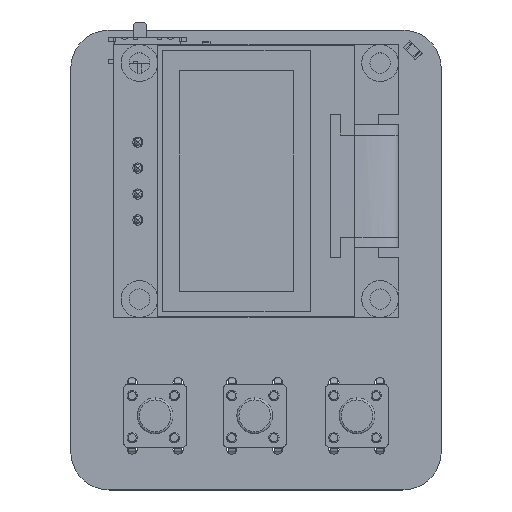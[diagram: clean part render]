
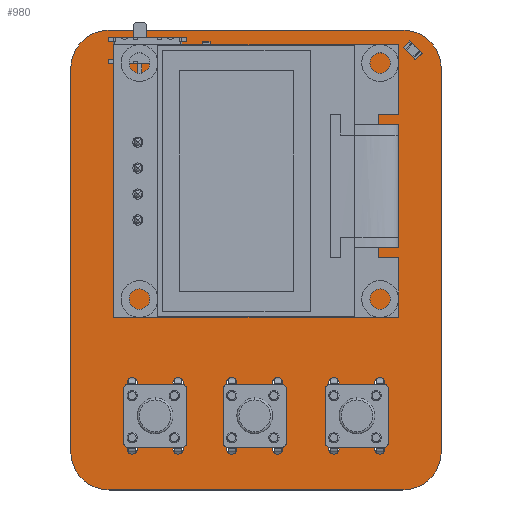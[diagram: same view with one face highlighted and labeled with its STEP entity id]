
A CAD part, top view. The second image highlights one B-rep face of the part: STEP entity #980.
In plain terms, the highlighted planar face has unit normal (0, 0, 1).
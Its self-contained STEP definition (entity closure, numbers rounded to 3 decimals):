
#67 = VERTEX_POINT('',#68);
#68 = CARTESIAN_POINT('',(3.75,0.,0.));
#74 = EDGE_CURVE('',#67,#75,#77,.T.);
#75 = VERTEX_POINT('',#76);
#76 = CARTESIAN_POINT('',(0.,3.75,0.));
#77 = CIRCLE('',#78,3.749);
#78 = AXIS2_PLACEMENT_3D('',#79,#80,#81);
#79 = CARTESIAN_POINT('',(3.749,3.749,0.));
#80 = DIRECTION('',(0.,0.,-1.));
#81 = DIRECTION('',(0.,-1.,0.));
#107 = EDGE_CURVE('',#75,#108,#110,.T.);
#108 = VERTEX_POINT('',#109);
#109 = CARTESIAN_POINT('',(0.,41.25,0.));
#110 = LINE('',#111,#112);
#111 = CARTESIAN_POINT('',(0.,3.75,0.));
#112 = VECTOR('',#113,1.);
#113 = DIRECTION('',(0.,1.,0.));
#138 = EDGE_CURVE('',#108,#139,#141,.T.);
#139 = VERTEX_POINT('',#140);
#140 = CARTESIAN_POINT('',(3.75,45.,0.));
#141 = CIRCLE('',#142,3.749);
#142 = AXIS2_PLACEMENT_3D('',#143,#144,#145);
#143 = CARTESIAN_POINT('',(3.749,41.251,0.));
#144 = DIRECTION('',(0.,0.,-1.));
#145 = DIRECTION('',(-1.,0.,0.));
#171 = EDGE_CURVE('',#139,#172,#174,.T.);
#172 = VERTEX_POINT('',#173);
#173 = CARTESIAN_POINT('',(32.5,45.,0.));
#174 = LINE('',#175,#176);
#175 = CARTESIAN_POINT('',(3.75,45.,0.));
#176 = VECTOR('',#177,1.);
#177 = DIRECTION('',(1.,0.,0.));
#202 = EDGE_CURVE('',#172,#203,#205,.T.);
#203 = VERTEX_POINT('',#204);
#204 = CARTESIAN_POINT('',(36.25,41.25,0.));
#205 = CIRCLE('',#206,3.749);
#206 = AXIS2_PLACEMENT_3D('',#207,#208,#209);
#207 = CARTESIAN_POINT('',(32.501,41.251,0.));
#208 = DIRECTION('',(0.,0.,-1.));
#209 = DIRECTION('',(0.,1.,0.));
#235 = EDGE_CURVE('',#203,#236,#238,.T.);
#236 = VERTEX_POINT('',#237);
#237 = CARTESIAN_POINT('',(36.25,3.75,0.));
#238 = LINE('',#239,#240);
#239 = CARTESIAN_POINT('',(36.25,41.25,0.));
#240 = VECTOR('',#241,1.);
#241 = DIRECTION('',(0.,-1.,0.));
#266 = EDGE_CURVE('',#236,#267,#269,.T.);
#267 = VERTEX_POINT('',#268);
#268 = CARTESIAN_POINT('',(32.5,0.,0.));
#269 = CIRCLE('',#270,3.749);
#270 = AXIS2_PLACEMENT_3D('',#271,#272,#273);
#271 = CARTESIAN_POINT('',(32.501,3.749,0.));
#272 = DIRECTION('',(0.,0.,-1.));
#273 = DIRECTION('',(1.,0.,0.));
#299 = EDGE_CURVE('',#267,#67,#300,.T.);
#300 = LINE('',#301,#302);
#301 = CARTESIAN_POINT('',(32.5,0.,0.));
#302 = VECTOR('',#303,1.);
#303 = DIRECTION('',(-1.,0.,0.));
#323 = VERTEX_POINT('',#324);
#324 = CARTESIAN_POINT('',(6.5,4.,0.));
#330 = EDGE_CURVE('',#323,#323,#331,.T.);
#331 = CIRCLE('',#332,0.5);
#332 = AXIS2_PLACEMENT_3D('',#333,#334,#335);
#333 = CARTESIAN_POINT('',(6.,4.,0.));
#334 = DIRECTION('',(0.,0.,1.));
#335 = DIRECTION('',(1.,0.,0.));
#356 = VERTEX_POINT('',#357);
#357 = CARTESIAN_POINT('',(6.5,10.5,0.));
#363 = EDGE_CURVE('',#356,#356,#364,.T.);
#364 = CIRCLE('',#365,0.5);
#365 = AXIS2_PLACEMENT_3D('',#366,#367,#368);
#366 = CARTESIAN_POINT('',(6.,10.5,0.));
#367 = DIRECTION('',(0.,0.,1.));
#368 = DIRECTION('',(1.,0.,0.));
#389 = VERTEX_POINT('',#390);
#390 = CARTESIAN_POINT('',(11.,10.5,0.));
#396 = EDGE_CURVE('',#389,#389,#397,.T.);
#397 = CIRCLE('',#398,0.5);
#398 = AXIS2_PLACEMENT_3D('',#399,#400,#401);
#399 = CARTESIAN_POINT('',(10.5,10.5,0.));
#400 = DIRECTION('',(0.,0.,1.));
#401 = DIRECTION('',(1.,0.,0.));
#422 = VERTEX_POINT('',#423);
#423 = CARTESIAN_POINT('',(7.059,26.42,0.));
#429 = EDGE_CURVE('',#422,#422,#430,.T.);
#430 = CIRCLE('',#431,0.559);
#431 = AXIS2_PLACEMENT_3D('',#432,#433,#434);
#432 = CARTESIAN_POINT('',(6.5,26.42,0.));
#433 = DIRECTION('',(0.,0.,1.));
#434 = DIRECTION('',(1.,0.,0.));
#455 = VERTEX_POINT('',#456);
#456 = CARTESIAN_POINT('',(7.059,31.5,0.));
#462 = EDGE_CURVE('',#455,#455,#463,.T.);
#463 = CIRCLE('',#464,0.559);
#464 = AXIS2_PLACEMENT_3D('',#465,#466,#467);
#465 = CARTESIAN_POINT('',(6.5,31.5,0.));
#466 = DIRECTION('',(0.,0.,1.));
#467 = DIRECTION('',(1.,0.,0.));
#488 = VERTEX_POINT('',#489);
#489 = CARTESIAN_POINT('',(6.4,43.,0.));
#495 = EDGE_CURVE('',#488,#488,#496,.T.);
#496 = CIRCLE('',#497,0.4);
#497 = AXIS2_PLACEMENT_3D('',#498,#499,#500);
#498 = CARTESIAN_POINT('',(6.,43.,0.));
#499 = DIRECTION('',(0.,0.,1.));
#500 = DIRECTION('',(1.,0.,0.));
#521 = VERTEX_POINT('',#522);
#522 = CARTESIAN_POINT('',(7.059,28.96,0.));
#528 = EDGE_CURVE('',#521,#521,#529,.T.);
#529 = CIRCLE('',#530,0.559);
#530 = AXIS2_PLACEMENT_3D('',#531,#532,#533);
#531 = CARTESIAN_POINT('',(6.5,28.96,0.));
#532 = DIRECTION('',(0.,0.,1.));
#533 = DIRECTION('',(1.,0.,0.));
#554 = VERTEX_POINT('',#555);
#555 = CARTESIAN_POINT('',(7.059,34.04,0.));
#561 = EDGE_CURVE('',#554,#554,#562,.T.);
#562 = CIRCLE('',#563,0.559);
#563 = AXIS2_PLACEMENT_3D('',#564,#565,#566);
#564 = CARTESIAN_POINT('',(6.5,34.04,0.));
#565 = DIRECTION('',(0.,0.,1.));
#566 = DIRECTION('',(1.,0.,0.));
#587 = VERTEX_POINT('',#588);
#588 = CARTESIAN_POINT('',(9.4,43.,0.));
#594 = EDGE_CURVE('',#587,#587,#595,.T.);
#595 = CIRCLE('',#596,0.4);
#596 = AXIS2_PLACEMENT_3D('',#597,#598,#599);
#597 = CARTESIAN_POINT('',(9.,43.,0.));
#598 = DIRECTION('',(0.,0.,1.));
#599 = DIRECTION('',(1.,0.,0.));
#620 = VERTEX_POINT('',#621);
#621 = CARTESIAN_POINT('',(16.25,4.,0.));
#627 = EDGE_CURVE('',#620,#620,#628,.T.);
#628 = CIRCLE('',#629,0.5);
#629 = AXIS2_PLACEMENT_3D('',#630,#631,#632);
#630 = CARTESIAN_POINT('',(15.75,4.,0.));
#631 = DIRECTION('',(0.,0.,1.));
#632 = DIRECTION('',(1.,0.,0.));
#653 = VERTEX_POINT('',#654);
#654 = CARTESIAN_POINT('',(11.,4.,0.));
#660 = EDGE_CURVE('',#653,#653,#661,.T.);
#661 = CIRCLE('',#662,0.5);
#662 = AXIS2_PLACEMENT_3D('',#663,#664,#665);
#663 = CARTESIAN_POINT('',(10.5,4.,0.));
#664 = DIRECTION('',(0.,0.,1.));
#665 = DIRECTION('',(1.,0.,0.));
#686 = VERTEX_POINT('',#687);
#687 = CARTESIAN_POINT('',(26.25,4.,0.));
#693 = EDGE_CURVE('',#686,#686,#694,.T.);
#694 = CIRCLE('',#695,0.5);
#695 = AXIS2_PLACEMENT_3D('',#696,#697,#698);
#696 = CARTESIAN_POINT('',(25.75,4.,0.));
#697 = DIRECTION('',(0.,0.,1.));
#698 = DIRECTION('',(1.,0.,0.));
#719 = VERTEX_POINT('',#720);
#720 = CARTESIAN_POINT('',(20.75,4.,0.));
#726 = EDGE_CURVE('',#719,#719,#727,.T.);
#727 = CIRCLE('',#728,0.5);
#728 = AXIS2_PLACEMENT_3D('',#729,#730,#731);
#729 = CARTESIAN_POINT('',(20.25,4.,0.));
#730 = DIRECTION('',(0.,0.,1.));
#731 = DIRECTION('',(1.,0.,0.));
#752 = VERTEX_POINT('',#753);
#753 = CARTESIAN_POINT('',(20.75,10.5,0.));
#759 = EDGE_CURVE('',#752,#752,#760,.T.);
#760 = CIRCLE('',#761,0.5);
#761 = AXIS2_PLACEMENT_3D('',#762,#763,#764);
#762 = CARTESIAN_POINT('',(20.25,10.5,0.));
#763 = DIRECTION('',(0.,0.,1.));
#764 = DIRECTION('',(1.,0.,0.));
#785 = VERTEX_POINT('',#786);
#786 = CARTESIAN_POINT('',(16.25,10.5,0.));
#792 = EDGE_CURVE('',#785,#785,#793,.T.);
#793 = CIRCLE('',#794,0.5);
#794 = AXIS2_PLACEMENT_3D('',#795,#796,#797);
#795 = CARTESIAN_POINT('',(15.75,10.5,0.));
#796 = DIRECTION('',(0.,0.,1.));
#797 = DIRECTION('',(1.,0.,0.));
#818 = VERTEX_POINT('',#819);
#819 = CARTESIAN_POINT('',(30.75,4.,0.));
#825 = EDGE_CURVE('',#818,#818,#826,.T.);
#826 = CIRCLE('',#827,0.5);
#827 = AXIS2_PLACEMENT_3D('',#828,#829,#830);
#828 = CARTESIAN_POINT('',(30.25,4.,0.));
#829 = DIRECTION('',(0.,0.,1.));
#830 = DIRECTION('',(1.,0.,0.));
#851 = VERTEX_POINT('',#852);
#852 = CARTESIAN_POINT('',(26.25,10.5,0.));
#858 = EDGE_CURVE('',#851,#851,#859,.T.);
#859 = CIRCLE('',#860,0.5);
#860 = AXIS2_PLACEMENT_3D('',#861,#862,#863);
#861 = CARTESIAN_POINT('',(25.75,10.5,0.));
#862 = DIRECTION('',(0.,0.,1.));
#863 = DIRECTION('',(1.,0.,0.));
#884 = VERTEX_POINT('',#885);
#885 = CARTESIAN_POINT('',(30.75,10.5,0.));
#891 = EDGE_CURVE('',#884,#884,#892,.T.);
#892 = CIRCLE('',#893,0.5);
#893 = AXIS2_PLACEMENT_3D('',#894,#895,#896);
#894 = CARTESIAN_POINT('',(30.25,10.5,0.));
#895 = DIRECTION('',(0.,0.,1.));
#896 = DIRECTION('',(1.,0.,0.));
#980 = ADVANCED_FACE('',(#981,#991,#994,#997,#1000,#1003,#1006,#1009,
    #1012,#1015,#1018,#1021,#1024,#1027,#1030,#1033,#1036,#1039,#1042),
  #1045,.T.);
#981 = FACE_BOUND('',#982,.F.);
#982 = EDGE_LOOP('',(#983,#984,#985,#986,#987,#988,#989,#990));
#983 = ORIENTED_EDGE('',*,*,#74,.T.);
#984 = ORIENTED_EDGE('',*,*,#107,.T.);
#985 = ORIENTED_EDGE('',*,*,#138,.T.);
#986 = ORIENTED_EDGE('',*,*,#171,.T.);
#987 = ORIENTED_EDGE('',*,*,#202,.T.);
#988 = ORIENTED_EDGE('',*,*,#235,.T.);
#989 = ORIENTED_EDGE('',*,*,#266,.T.);
#990 = ORIENTED_EDGE('',*,*,#299,.T.);
#991 = FACE_BOUND('',#992,.T.);
#992 = EDGE_LOOP('',(#993));
#993 = ORIENTED_EDGE('',*,*,#330,.F.);
#994 = FACE_BOUND('',#995,.T.);
#995 = EDGE_LOOP('',(#996));
#996 = ORIENTED_EDGE('',*,*,#363,.F.);
#997 = FACE_BOUND('',#998,.T.);
#998 = EDGE_LOOP('',(#999));
#999 = ORIENTED_EDGE('',*,*,#396,.F.);
#1000 = FACE_BOUND('',#1001,.T.);
#1001 = EDGE_LOOP('',(#1002));
#1002 = ORIENTED_EDGE('',*,*,#429,.F.);
#1003 = FACE_BOUND('',#1004,.T.);
#1004 = EDGE_LOOP('',(#1005));
#1005 = ORIENTED_EDGE('',*,*,#462,.F.);
#1006 = FACE_BOUND('',#1007,.T.);
#1007 = EDGE_LOOP('',(#1008));
#1008 = ORIENTED_EDGE('',*,*,#495,.F.);
#1009 = FACE_BOUND('',#1010,.T.);
#1010 = EDGE_LOOP('',(#1011));
#1011 = ORIENTED_EDGE('',*,*,#528,.F.);
#1012 = FACE_BOUND('',#1013,.T.);
#1013 = EDGE_LOOP('',(#1014));
#1014 = ORIENTED_EDGE('',*,*,#561,.F.);
#1015 = FACE_BOUND('',#1016,.T.);
#1016 = EDGE_LOOP('',(#1017));
#1017 = ORIENTED_EDGE('',*,*,#594,.F.);
#1018 = FACE_BOUND('',#1019,.T.);
#1019 = EDGE_LOOP('',(#1020));
#1020 = ORIENTED_EDGE('',*,*,#627,.F.);
#1021 = FACE_BOUND('',#1022,.T.);
#1022 = EDGE_LOOP('',(#1023));
#1023 = ORIENTED_EDGE('',*,*,#660,.F.);
#1024 = FACE_BOUND('',#1025,.T.);
#1025 = EDGE_LOOP('',(#1026));
#1026 = ORIENTED_EDGE('',*,*,#693,.F.);
#1027 = FACE_BOUND('',#1028,.T.);
#1028 = EDGE_LOOP('',(#1029));
#1029 = ORIENTED_EDGE('',*,*,#726,.F.);
#1030 = FACE_BOUND('',#1031,.T.);
#1031 = EDGE_LOOP('',(#1032));
#1032 = ORIENTED_EDGE('',*,*,#759,.F.);
#1033 = FACE_BOUND('',#1034,.T.);
#1034 = EDGE_LOOP('',(#1035));
#1035 = ORIENTED_EDGE('',*,*,#792,.F.);
#1036 = FACE_BOUND('',#1037,.T.);
#1037 = EDGE_LOOP('',(#1038));
#1038 = ORIENTED_EDGE('',*,*,#825,.F.);
#1039 = FACE_BOUND('',#1040,.T.);
#1040 = EDGE_LOOP('',(#1041));
#1041 = ORIENTED_EDGE('',*,*,#858,.F.);
#1042 = FACE_BOUND('',#1043,.T.);
#1043 = EDGE_LOOP('',(#1044));
#1044 = ORIENTED_EDGE('',*,*,#891,.F.);
#1045 = PLANE('',#1046);
#1046 = AXIS2_PLACEMENT_3D('',#1047,#1048,#1049);
#1047 = CARTESIAN_POINT('',(3.75,0.,0.));
#1048 = DIRECTION('',(0.,0.,1.));
#1049 = DIRECTION('',(1.,0.,0.));
